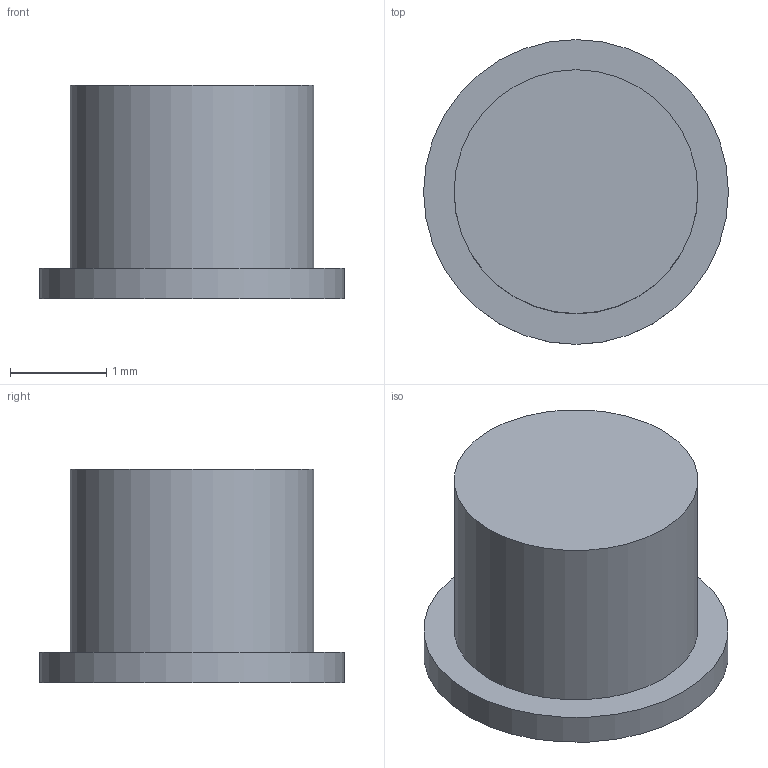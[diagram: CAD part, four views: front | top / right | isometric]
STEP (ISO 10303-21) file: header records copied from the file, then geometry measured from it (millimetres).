
FILE_DESCRIPTION(('Open CASCADE Model'),'2;1');
FILE_NAME('Open CASCADE Shape Model','2025-05-27T00:24:12',('Author'),( 'Open CASCADE'),'Open CASCADE STEP processor 7.9','Open CASCADE 7.9' ,'Unknown');
FILE_SCHEMA(('AUTOMOTIVE_DESIGN { 1 0 10303 214 1 1 1 1 }'));
Length unit declared in the file: millimetre
Products named in the file (1): Open CASCADE STEP translator 7.9 1
Bounding box: 3.17 x 3.17 x 2.22 mm (x, y, z)
Volume: 12.2 mm3; surface area: 34.2 mm2
Topology: 1 solids, 1 shells, 6 faces, 7 edges, 5 vertices
Faces by surface type: plane 4, cylinder 2
Full cylindrical faces by diameter (mm): 2.54 x1, 3.175 x1
Entity records: 228 total; most frequent: CARTESIAN_POINT 39, DIRECTION 39, ORIENTED_EDGE 14, PCURVE 14, DEFINITIONAL_REPRESENTATION 14, AXIS2_PLACEMENT_3D 12, LINE 10, VECTOR 10
